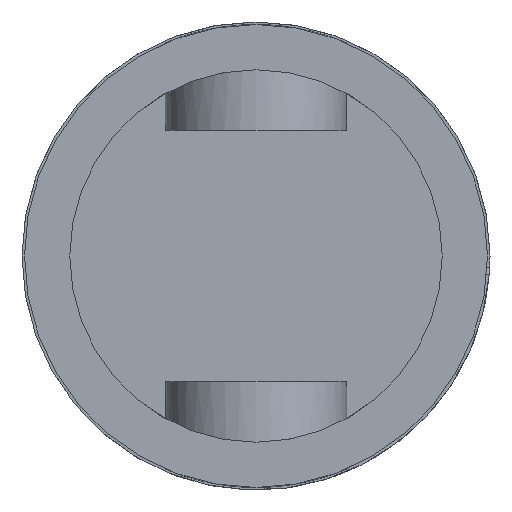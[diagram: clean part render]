
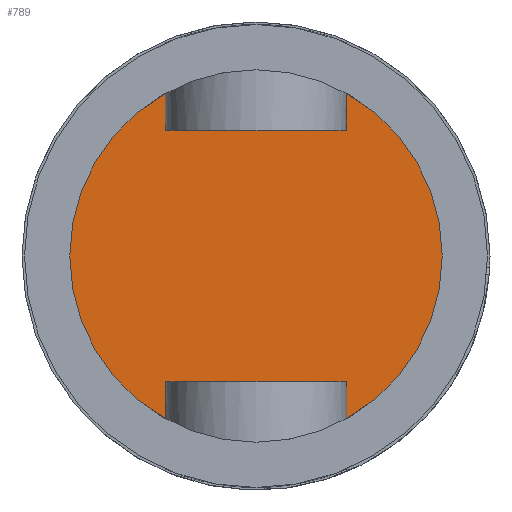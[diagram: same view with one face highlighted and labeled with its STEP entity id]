
A CAD part, front view. The second image highlights one B-rep face of the part: STEP entity #789.
In plain terms, the highlighted planar face has unit normal (0, -1, 0).
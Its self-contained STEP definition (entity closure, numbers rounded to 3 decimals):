
#84 = CARTESIAN_POINT ( 'NONE',  ( 0., 60., 0. ) ) ;
#133 = DIRECTION ( 'NONE',  ( 0., 0., -1. ) ) ;
#229 = CIRCLE ( 'NONE', #2118, 37. ) ;
#261 = AXIS2_PLACEMENT_3D ( 'NONE', #84, #1563, #133 ) ;
#310 = CARTESIAN_POINT ( 'NONE',  ( 0., 60., 37. ) ) ;
#343 = AXIS2_PLACEMENT_3D ( 'NONE', #969, #1131, #1864 ) ;
#495 = CARTESIAN_POINT ( 'NONE',  ( 0., 60., -37. ) ) ;
#638 = EDGE_CURVE ( 'NONE', #703, #1167, #1346, .T. ) ;
#703 = VERTEX_POINT ( 'NONE', #310 ) ;
#789 = ADVANCED_FACE ( 'NONE', ( #1008 ), #833, .T. ) ;
#827 = EDGE_CURVE ( 'NONE', #1167, #703, #229, .T. ) ;
#833 = PLANE ( 'NONE',  #261 ) ;
#969 = CARTESIAN_POINT ( 'NONE',  ( 0., 60., 0. ) ) ;
#1008 = FACE_OUTER_BOUND ( 'NONE', #1622, .T. ) ;
#1131 = DIRECTION ( 'NONE',  ( 0., 1., 0. ) ) ;
#1167 = VERTEX_POINT ( 'NONE', #495 ) ;
#1241 = CARTESIAN_POINT ( 'NONE',  ( 0., 60., 0. ) ) ;
#1326 = DIRECTION ( 'NONE',  ( 0., 0., 1. ) ) ;
#1346 = CIRCLE ( 'NONE', #343, 37. ) ;
#1412 = ORIENTED_EDGE ( 'NONE', *, *, #638, .F. ) ;
#1563 = DIRECTION ( 'NONE',  ( 0., -1., 0. ) ) ;
#1622 = EDGE_LOOP ( 'NONE', ( #1412, #1985 ) ) ;
#1800 = DIRECTION ( 'NONE',  ( 0., 1., 0. ) ) ;
#1864 = DIRECTION ( 'NONE',  ( 0., 0., 1. ) ) ;
#1985 = ORIENTED_EDGE ( 'NONE', *, *, #827, .F. ) ;
#2118 = AXIS2_PLACEMENT_3D ( 'NONE', #1241, #1800, #1326 ) ;
